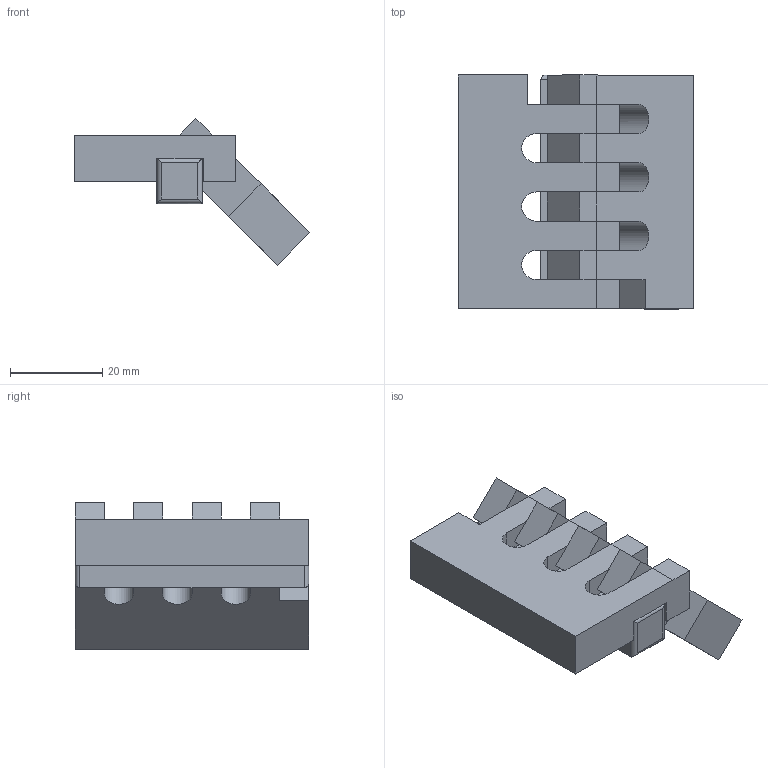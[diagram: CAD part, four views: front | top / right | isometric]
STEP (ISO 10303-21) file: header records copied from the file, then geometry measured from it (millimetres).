
FILE_DESCRIPTION (( 'STEP AP214' ), '1' );
FILE_NAME ('record cabinet joint test a.STEP', '2025-03-12T10:35:55', ( '' ), ( '' ), 'SwSTEP 2.0', 'SolidWorks 2024', '' );
FILE_SCHEMA (( 'AUTOMOTIVE_DESIGN' ));
Length unit declared in the file: millimetre
Products named in the file (4): record cabinet joint test a pin; record cabinet joint test a_front; record cabinet joint test a; record cabinet joint test a_angle
Assembly tree (3 placements, depth 2):
  record cabinet joint test a
    record cabinet joint test a_front
    record cabinet joint test a_angle
    record cabinet joint test a pin
Bounding box: 51.21 x 50.8 x 31.82 mm (x, y, z)
Volume: 28140.4 mm3; surface area: 12831.3 mm2
Topology: 3 solids, 3 shells, 106 faces, 292 edges, 192 vertices
Faces by surface type: plane 92, cylinder 14
Entity records: 3425 total; most frequent: CARTESIAN_POINT 620, ORIENTED_EDGE 584, DIRECTION 520, EDGE_CURVE 292, LINE 272, VECTOR 272, VERTEX_POINT 192, AXIS2_PLACEMENT_3D 124
